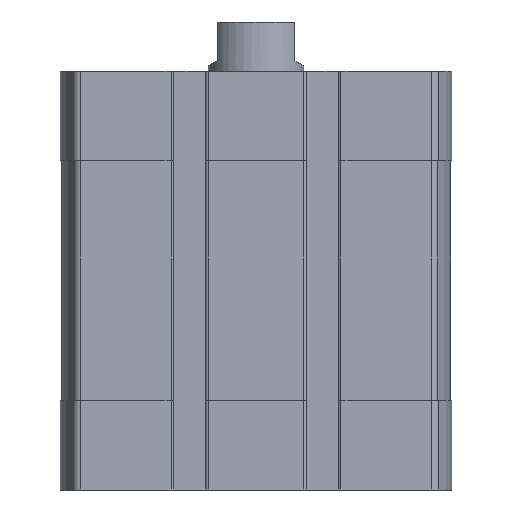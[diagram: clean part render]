
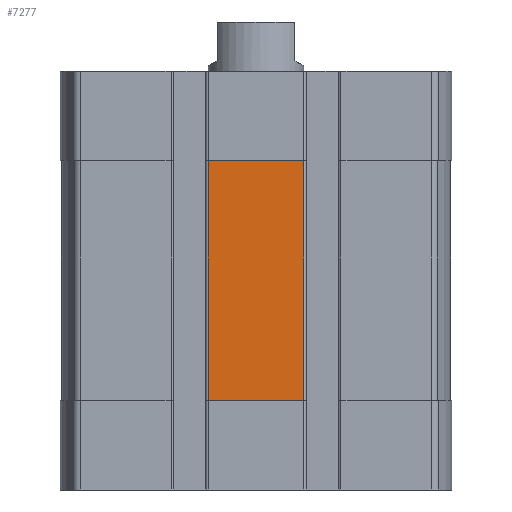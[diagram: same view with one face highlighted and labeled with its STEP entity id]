
A CAD part, left-side view. The second image highlights one B-rep face of the part: STEP entity #7277.
In plain terms, the highlighted planar face has unit normal (-1, 0, 0).
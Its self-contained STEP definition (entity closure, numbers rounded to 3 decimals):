
#97=PLANE('',#7990);
#765=LINE('',#12112,#1361);
#766=LINE('',#12115,#1362);
#767=LINE('',#12117,#1363);
#768=LINE('',#12119,#1364);
#1361=VECTOR('',#9650,1000.);
#1362=VECTOR('',#9651,1000.);
#1363=VECTOR('',#9652,1000.);
#1364=VECTOR('',#9653,1000.);
#2659=ORIENTED_EDGE('',*,*,#4413,.F.);
#2660=ORIENTED_EDGE('',*,*,#4414,.F.);
#2661=ORIENTED_EDGE('',*,*,#4415,.T.);
#2662=ORIENTED_EDGE('',*,*,#4416,.T.);
#4413=EDGE_CURVE('',#5314,#5315,#765,.T.);
#4414=EDGE_CURVE('',#5316,#5314,#766,.T.);
#4415=EDGE_CURVE('',#5316,#5317,#767,.T.);
#4416=EDGE_CURVE('',#5317,#5315,#768,.T.);
#5314=VERTEX_POINT('',#12113);
#5315=VERTEX_POINT('',#12114);
#5316=VERTEX_POINT('',#12116);
#5317=VERTEX_POINT('',#12118);
#6099=EDGE_LOOP('',(#2659,#2660,#2661,#2662));
#6609=FACE_BOUND('',#6099,.T.);
#7277=ADVANCED_FACE('',(#6609),#97,.T.);
#7990=AXIS2_PLACEMENT_3D('',#12111,#9648,#9649);
#9648=DIRECTION('',(-1.,0.,0.));
#9649=DIRECTION('',(0.,0.,1.));
#9650=DIRECTION('',(0.,-1.,0.));
#9651=DIRECTION('',(0.,0.,1.));
#9652=DIRECTION('',(0.,-1.,0.));
#9653=DIRECTION('',(0.,0.,1.));
#12111=CARTESIAN_POINT('',(-32.5,8.,-55.));
#12112=CARTESIAN_POINT('',(-32.5,8.,-15.));
#12113=CARTESIAN_POINT('',(-32.5,8.,-15.));
#12114=CARTESIAN_POINT('',(-32.5,-8.,-15.));
#12115=CARTESIAN_POINT('',(-32.5,8.,-55.));
#12116=CARTESIAN_POINT('',(-32.5,8.,-55.));
#12117=CARTESIAN_POINT('',(-32.5,8.,-55.));
#12118=CARTESIAN_POINT('',(-32.5,-8.,-55.));
#12119=CARTESIAN_POINT('',(-32.5,-8.,-55.));
